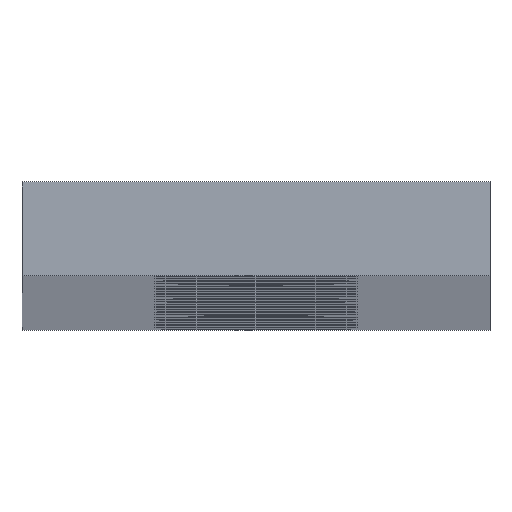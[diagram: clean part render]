
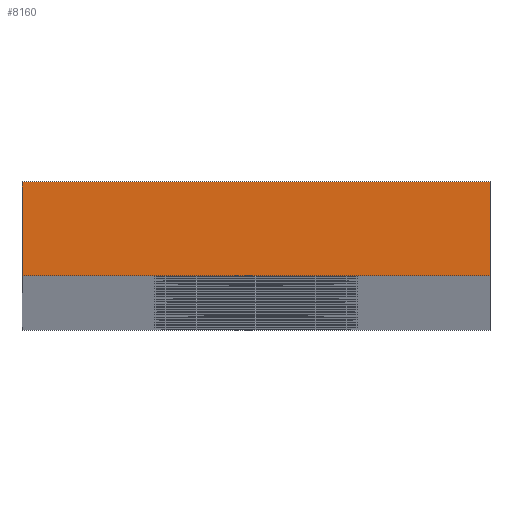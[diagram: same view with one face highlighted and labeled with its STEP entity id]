
A CAD part, top view. The second image highlights one B-rep face of the part: STEP entity #8160.
In plain terms, the highlighted planar face has unit normal (0, 0, 1).
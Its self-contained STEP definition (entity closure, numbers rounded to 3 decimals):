
#893 = ORIENTED_EDGE ( 'NONE', *, *, #1145, .T. ) ;
#1018 = DIRECTION ( 'NONE',  ( -1., 0., 0. ) ) ;
#1145 = EDGE_CURVE ( 'NONE', #4829, #10098, #10708, .T. ) ;
#1164 = EDGE_CURVE ( 'NONE', #1693, #11013, #10398, .T. ) ;
#1606 = CARTESIAN_POINT ( 'NONE',  ( -15., 3., 1000. ) ) ;
#1693 = VERTEX_POINT ( 'NONE', #5857 ) ;
#2243 = VECTOR ( 'NONE', #10113, 1000. ) ;
#2361 = VECTOR ( 'NONE', #10241, 1000. ) ;
#2382 = VECTOR ( 'NONE', #10430, 1000. ) ;
#2584 = EDGE_CURVE ( 'NONE', #10098, #11013, #8041, .T. ) ;
#2664 = CARTESIAN_POINT ( 'NONE',  ( -15., -3., 1000. ) ) ;
#3774 = CARTESIAN_POINT ( 'NONE',  ( 15., -3., 1000. ) ) ;
#4121 = FACE_OUTER_BOUND ( 'NONE', #11025, .T. ) ;
#4829 = VERTEX_POINT ( 'NONE', #10544 ) ;
#5287 = AXIS2_PLACEMENT_3D ( 'NONE', #9275, #8300, #1018 ) ;
#5590 = CARTESIAN_POINT ( 'NONE',  ( -15., 3., 1000. ) ) ;
#5673 = PLANE ( 'NONE',  #5287 ) ;
#5857 = CARTESIAN_POINT ( 'NONE',  ( 15., 3., 1000. ) ) ;
#6743 = VECTOR ( 'NONE', #11166, 1000. ) ;
#7939 = EDGE_CURVE ( 'NONE', #4829, #1693, #10106, .T. ) ;
#8041 = LINE ( 'NONE', #8274, #2361 ) ;
#8160 = ADVANCED_FACE ( 'NONE', ( #4121 ), #5673, .F. ) ;
#8274 = CARTESIAN_POINT ( 'NONE',  ( -15., -3., 1000. ) ) ;
#8300 = DIRECTION ( 'NONE',  ( 0., 0., -1. ) ) ;
#8961 = ORIENTED_EDGE ( 'NONE', *, *, #2584, .T. ) ;
#9275 = CARTESIAN_POINT ( 'NONE',  ( -15., 3., 1000. ) ) ;
#10098 = VERTEX_POINT ( 'NONE', #2664 ) ;
#10106 = LINE ( 'NONE', #1606, #2243 ) ;
#10113 = DIRECTION ( 'NONE',  ( 1., 0., 0. ) ) ;
#10241 = DIRECTION ( 'NONE',  ( 1., 0., 0. ) ) ;
#10352 = ORIENTED_EDGE ( 'NONE', *, *, #7939, .F. ) ;
#10398 = LINE ( 'NONE', #11089, #6743 ) ;
#10430 = DIRECTION ( 'NONE',  ( 0., -1., 0. ) ) ;
#10544 = CARTESIAN_POINT ( 'NONE',  ( -15., 3., 1000. ) ) ;
#10708 = LINE ( 'NONE', #5590, #2382 ) ;
#10923 = ORIENTED_EDGE ( 'NONE', *, *, #1164, .F. ) ;
#11013 = VERTEX_POINT ( 'NONE', #3774 ) ;
#11025 = EDGE_LOOP ( 'NONE', ( #8961, #10923, #10352, #893 ) ) ;
#11089 = CARTESIAN_POINT ( 'NONE',  ( 15., 3., 1000. ) ) ;
#11166 = DIRECTION ( 'NONE',  ( 0., -1., 0. ) ) ;
